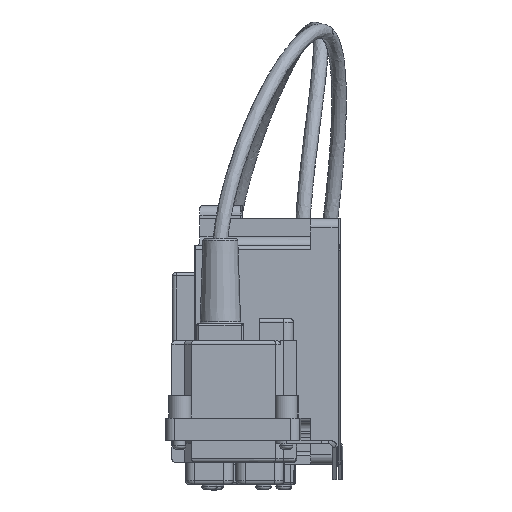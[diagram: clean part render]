
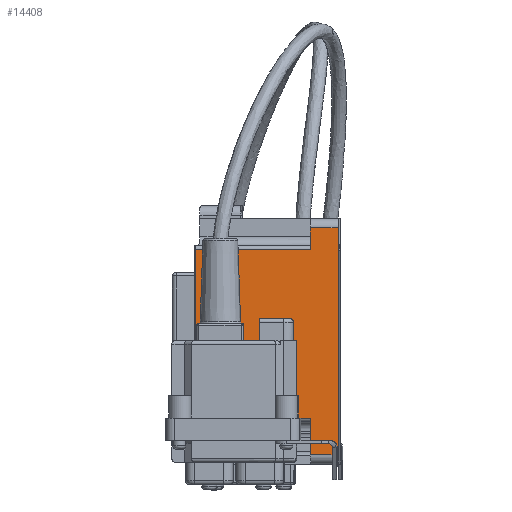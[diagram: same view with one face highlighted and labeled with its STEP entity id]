
A CAD part, front view. The second image highlights one B-rep face of the part: STEP entity #14408.
In plain terms, the highlighted face is planar.
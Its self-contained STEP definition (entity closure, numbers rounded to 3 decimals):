
#248=LINE($,#23966,#1491);
#260=LINE($,#24000,#1503);
#267=LINE($,#24015,#1510);
#295=LINE($,#24097,#1538);
#296=LINE($,#24102,#1539);
#338=LINE($,#24238,#1581);
#343=LINE($,#24277,#1586);
#394=LINE($,#24661,#1637);
#395=LINE($,#24662,#1638);
#1491=VECTOR($,#16749,123.);
#1503=VECTOR($,#16773,15.);
#1510=VECTOR($,#16786,15.);
#1538=VECTOR($,#16868,19.86);
#1539=VECTOR($,#16873,11.535);
#1581=VECTOR($,#16991,62.5);
#1586=VECTOR($,#17006,0.127);
#1637=VECTOR($,#17167,91.478);
#1638=VECTOR($,#17168,62.5);
#3594=FACE_OUTER_BOUND($,#4467,.T.);
#4467=EDGE_LOOP($,(#9918,#9919,#9920,#9921,#9922,#9923,#9924,#9925,#9926));
#5864=VERTEX_POINT($,#23964);
#5865=VERTEX_POINT($,#23965);
#5881=VERTEX_POINT($,#23998);
#5885=VERTEX_POINT($,#24011);
#5905=VERTEX_POINT($,#24079);
#5915=VERTEX_POINT($,#24100);
#5956=VERTEX_POINT($,#24235);
#5957=VERTEX_POINT($,#24237);
#6040=VERTEX_POINT($,#24660);
#7270=EDGE_CURVE($,#5864,#5865,#248,.T.);
#7287=EDGE_CURVE($,#5865,#5881,#260,.T.);
#7295=EDGE_CURVE($,#5864,#5885,#267,.T.);
#7335=EDGE_CURVE($,#5905,#5885,#295,.T.);
#7337=EDGE_CURVE($,#5881,#5915,#296,.T.);
#7399=EDGE_CURVE($,#5956,#5957,#338,.T.);
#7408=EDGE_CURVE($,#5956,#5905,#343,.T.);
#7517=EDGE_CURVE($,#5957,#6040,#394,.T.);
#7518=EDGE_CURVE($,#5915,#6040,#395,.T.);
#9918=ORIENTED_EDGE($,*,*,#7517,.F.);
#9919=ORIENTED_EDGE($,*,*,#7399,.F.);
#9920=ORIENTED_EDGE($,*,*,#7408,.T.);
#9921=ORIENTED_EDGE($,*,*,#7335,.T.);
#9922=ORIENTED_EDGE($,*,*,#7295,.F.);
#9923=ORIENTED_EDGE($,*,*,#7270,.T.);
#9924=ORIENTED_EDGE($,*,*,#7287,.T.);
#9925=ORIENTED_EDGE($,*,*,#7337,.T.);
#9926=ORIENTED_EDGE($,*,*,#7518,.T.);
#13373=PLANE($,#15391);
#14408=ADVANCED_FACE($,(#3594),#13373,.T.);
#15391=AXIS2_PLACEMENT_3D($,#24659,#17165,#17166);
#16749=DIRECTION($,(1.,0.,0.));
#16773=DIRECTION($,(0.,0.,1.));
#16786=DIRECTION($,(0.,0.,1.));
#16868=DIRECTION($,(-1.,0.,0.));
#16873=DIRECTION($,(-1.,0.,0.));
#16991=DIRECTION($,(0.,0.,1.));
#17006=DIRECTION($,(-1.,0.,0.));
#17165=DIRECTION('center_axis',(0.,-1.,0.));
#17166=DIRECTION('ref_axis',(0.,0.,-1.));
#17167=DIRECTION($,(1.,0.,0.));
#17168=DIRECTION($,(0.,0.,1.));
#23964=CARTESIAN_POINT('',(-110.711,352.356,0.));
#23965=CARTESIAN_POINT('',(12.289,352.356,0.));
#23966=CARTESIAN_POINT($,(-110.711,352.356,0.));
#23998=CARTESIAN_POINT('',(12.289,352.356,15.));
#24000=CARTESIAN_POINT($,(12.289,352.356,0.));
#24011=CARTESIAN_POINT('',(-110.711,352.356,15.));
#24015=CARTESIAN_POINT($,(-110.711,352.356,0.));
#24079=CARTESIAN_POINT('',(-90.851,352.356,15.));
#24097=CARTESIAN_POINT($,(-110.711,352.356,15.));
#24100=CARTESIAN_POINT('',(0.754,352.356,15.));
#24102=CARTESIAN_POINT($,(-110.711,352.356,15.));
#24235=CARTESIAN_POINT('',(-90.724,352.356,15.));
#24237=CARTESIAN_POINT('',(-90.724,352.356,77.5));
#24238=CARTESIAN_POINT($,(-90.724,352.356,15.));
#24277=CARTESIAN_POINT($,(-110.711,352.356,15.));
#24659=CARTESIAN_POINT('Origin',(12.289,352.356,0.));
#24660=CARTESIAN_POINT('',(0.754,352.356,77.5));
#24661=CARTESIAN_POINT($,(-21.534,352.356,77.5));
#24662=CARTESIAN_POINT($,(0.754,352.356,15.));
